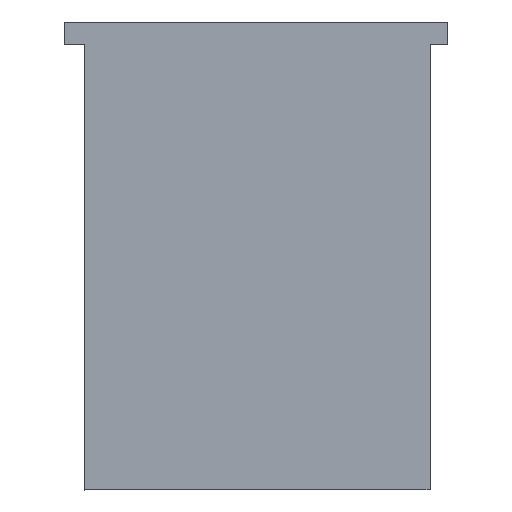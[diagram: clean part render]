
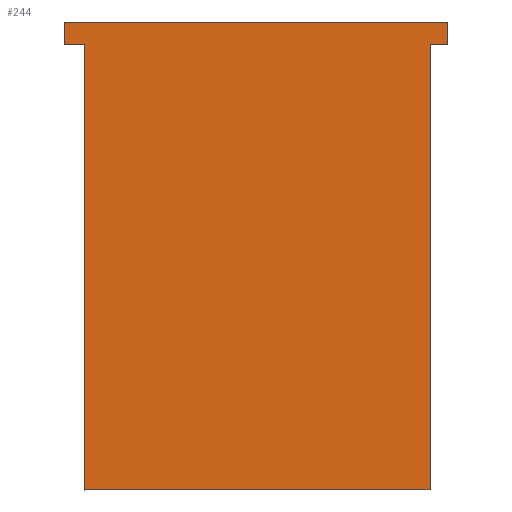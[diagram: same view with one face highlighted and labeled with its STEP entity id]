
A CAD part, front view. The second image highlights one B-rep face of the part: STEP entity #244.
In plain terms, the highlighted planar face has unit normal (0, -1, 0).
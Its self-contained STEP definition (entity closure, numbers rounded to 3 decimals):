
#4 = ORIENTED_EDGE ( 'NONE', *, *, #435, .T. ) ;
#5 = LINE ( 'NONE', #203, #61 ) ;
#8 = VECTOR ( 'NONE', #278, 1000. ) ;
#17 = LINE ( 'NONE', #221, #443 ) ;
#23 = DIRECTION ( 'NONE',  ( 0., 0., -1. ) ) ;
#29 = VECTOR ( 'NONE', #224, 1000. ) ;
#32 = DIRECTION ( 'NONE',  ( 0., 0., -1. ) ) ;
#35 = CARTESIAN_POINT ( 'NONE',  ( 98.981, 85.657, -31.966 ) ) ;
#36 = CARTESIAN_POINT ( 'NONE',  ( 115.281, 85.657, -10.966 ) ) ;
#38 = EDGE_CURVE ( 'NONE', #90, #353, #381, .T. ) ;
#39 = DIRECTION ( 'NONE',  ( 0., 1., 0. ) ) ;
#61 = VECTOR ( 'NONE', #491, 1000. ) ;
#90 = VERTEX_POINT ( 'NONE', #473 ) ;
#94 = ORIENTED_EDGE ( 'NONE', *, *, #444, .F. ) ;
#96 = CARTESIAN_POINT ( 'NONE',  ( 98.065, 85.657, -11.966 ) ) ;
#100 = DIRECTION ( 'NONE',  ( 1., 0., 0. ) ) ;
#119 = FACE_OUTER_BOUND ( 'NONE', #331, .T. ) ;
#123 = ORIENTED_EDGE ( 'NONE', *, *, #349, .T. ) ;
#125 = AXIS2_PLACEMENT_3D ( 'NONE', #320, #39, #367 ) ;
#126 = PLANE ( 'NONE',  #125 ) ;
#133 = LINE ( 'NONE', #475, #8 ) ;
#141 = ORIENTED_EDGE ( 'NONE', *, *, #38, .T. ) ;
#148 = CARTESIAN_POINT ( 'NONE',  ( 98.981, 85.657, -11.966 ) ) ;
#160 = LINE ( 'NONE', #36, #357 ) ;
#167 = VERTEX_POINT ( 'NONE', #229 ) ;
#168 = VERTEX_POINT ( 'NONE', #148 ) ;
#197 = VECTOR ( 'NONE', #23, 1000. ) ;
#203 = CARTESIAN_POINT ( 'NONE',  ( 98.981, 85.657, -31.966 ) ) ;
#208 = CARTESIAN_POINT ( 'NONE',  ( 115.281, 85.657, -10.966 ) ) ;
#221 = CARTESIAN_POINT ( 'NONE',  ( 98.065, 85.657, -11.966 ) ) ;
#224 = DIRECTION ( 'NONE',  ( 0., 0., -1. ) ) ;
#229 = CARTESIAN_POINT ( 'NONE',  ( 114.481, 85.657, -11.966 ) ) ;
#230 = EDGE_CURVE ( 'NONE', #490, #519, #5, .T. ) ;
#236 = EDGE_CURVE ( 'NONE', #489, #252, #160, .T. ) ;
#244 = ADVANCED_FACE ( 'NONE', ( #119 ), #126, .F. ) ;
#250 = VECTOR ( 'NONE', #100, 1000. ) ;
#252 = VERTEX_POINT ( 'NONE', #447 ) ;
#263 = CARTESIAN_POINT ( 'NONE',  ( 98.065, 85.657, -11.966 ) ) ;
#278 = DIRECTION ( 'NONE',  ( 1., 0., 0. ) ) ;
#280 = ORIENTED_EDGE ( 'NONE', *, *, #471, .F. ) ;
#311 = EDGE_CURVE ( 'NONE', #167, #252, #406, .T. ) ;
#320 = CARTESIAN_POINT ( 'NONE',  ( 98.981, 85.657, 4.654 ) ) ;
#331 = EDGE_LOOP ( 'NONE', ( #280, #441, #448, #94, #141, #4, #123, #402 ) ) ;
#340 = LINE ( 'NONE', #495, #29 ) ;
#349 = EDGE_CURVE ( 'NONE', #168, #490, #340, .T. ) ;
#353 = VERTEX_POINT ( 'NONE', #263 ) ;
#357 = VECTOR ( 'NONE', #440, 1000. ) ;
#367 = DIRECTION ( 'NONE',  ( 0., 0., 1. ) ) ;
#370 = CARTESIAN_POINT ( 'NONE',  ( 98.065, 85.657, -10.966 ) ) ;
#378 = DIRECTION ( 'NONE',  ( 1., 0., 0. ) ) ;
#381 = LINE ( 'NONE', #370, #197 ) ;
#390 = VECTOR ( 'NONE', #32, 1000. ) ;
#394 = CARTESIAN_POINT ( 'NONE',  ( 114.481, 85.657, -31.966 ) ) ;
#402 = ORIENTED_EDGE ( 'NONE', *, *, #230, .T. ) ;
#406 = LINE ( 'NONE', #96, #250 ) ;
#435 = EDGE_CURVE ( 'NONE', #353, #168, #17, .T. ) ;
#440 = DIRECTION ( 'NONE',  ( 0., 0., -1. ) ) ;
#441 = ORIENTED_EDGE ( 'NONE', *, *, #311, .T. ) ;
#443 = VECTOR ( 'NONE', #378, 1000. ) ;
#444 = EDGE_CURVE ( 'NONE', #90, #489, #133, .T. ) ;
#447 = CARTESIAN_POINT ( 'NONE',  ( 115.281, 85.657, -11.966 ) ) ;
#448 = ORIENTED_EDGE ( 'NONE', *, *, #236, .F. ) ;
#471 = EDGE_CURVE ( 'NONE', #167, #519, #517, .T. ) ;
#472 = CARTESIAN_POINT ( 'NONE',  ( 114.481, 85.657, 4.654 ) ) ;
#473 = CARTESIAN_POINT ( 'NONE',  ( 98.065, 85.657, -10.966 ) ) ;
#475 = CARTESIAN_POINT ( 'NONE',  ( 98.065, 85.657, -10.966 ) ) ;
#489 = VERTEX_POINT ( 'NONE', #208 ) ;
#490 = VERTEX_POINT ( 'NONE', #35 ) ;
#491 = DIRECTION ( 'NONE',  ( 1., 0., 0. ) ) ;
#495 = CARTESIAN_POINT ( 'NONE',  ( 98.981, 85.657, 4.654 ) ) ;
#517 = LINE ( 'NONE', #472, #390 ) ;
#519 = VERTEX_POINT ( 'NONE', #394 ) ;
